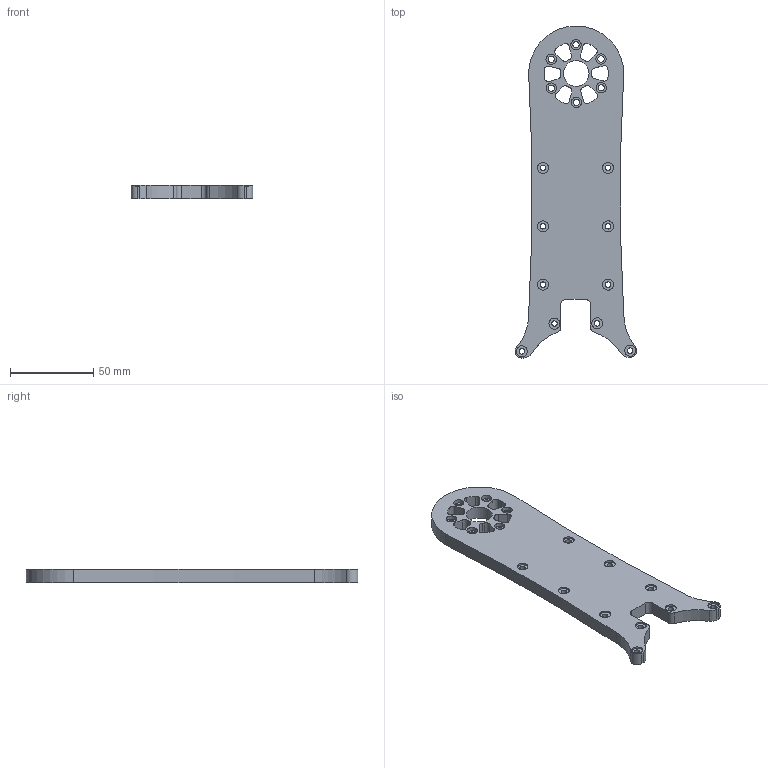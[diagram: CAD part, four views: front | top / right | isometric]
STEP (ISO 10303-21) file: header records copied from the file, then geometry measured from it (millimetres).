
FILE_DESCRIPTION(/* description */ ('','CAx-IF Rec.Pracs.---Representation and Presentation of Product Manufacturing Information (PMI)---4.0---2014-10-13'),/* implementation_level */ '2;1');
FILE_NAME(/* name */ 'cnc3-4.step',/* time_stamp */ '2025-02-06T23:04:26+08:00',/* author */ (''),/* organization */ (''),/* preprocessor_version */ 'ST-DEVELOPER v20',/* originating_system */ 'Autodesk Translation Framework v13.20.0.188',/* authorisation */ '');
FILE_SCHEMA (('AP242_MANAGED_MODEL_BASED_3D_ENGINEERING_MIM_LF { 1 0 10303 442 1 1 4 }'));
Length unit declared in the file: millimetre
Products named in the file (1): Fusion 零部件
Bounding box: 72.95 x 198.95 x 8 mm (x, y, z)
Volume: 71033.1 mm3; surface area: 25798.7 mm2
Topology: 1 solids, 1 shells, 121 faces, 309 edges, 206 vertices
Faces by surface type: cylinder 86, plane 35
Full cylindrical faces by diameter (mm): 3.3 x10, 3.7 x6, 6.2 x6, 6.6 x10, 15.4 x1
Entity records: 3880 total; most frequent: DIRECTION 725, CARTESIAN_POINT 637, ORIENTED_EDGE 618, EDGE_CURVE 309, AXIS2_PLACEMENT_3D 294, VERTEX_POINT 206, EDGE_LOOP 183, CIRCLE 172
